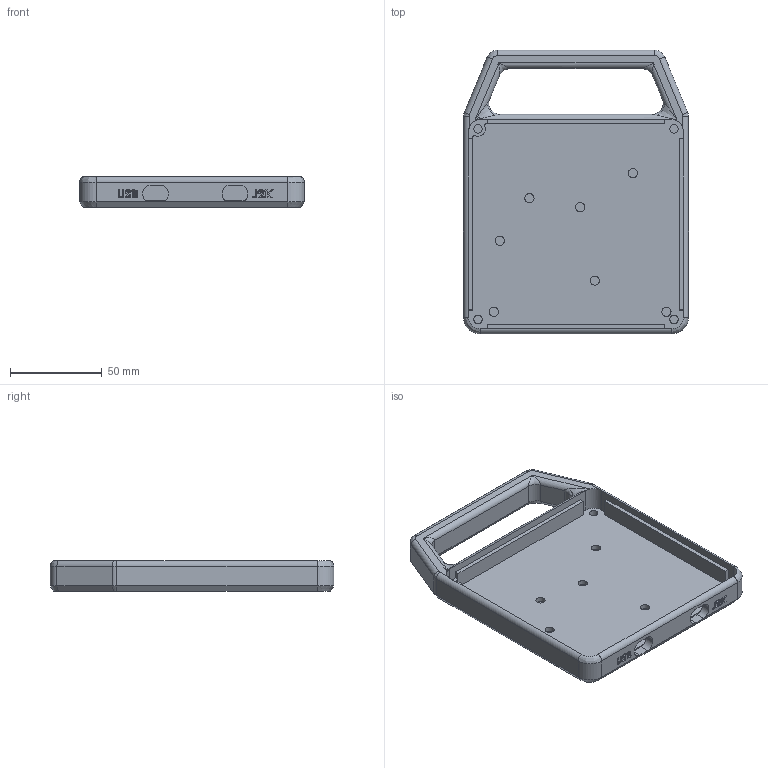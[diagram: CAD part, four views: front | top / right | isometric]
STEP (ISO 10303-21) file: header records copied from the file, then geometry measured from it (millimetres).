
FILE_DESCRIPTION (( 'STEP AP214' ), '1' );
FILE_NAME ('Bottom Enclosure_slim.STEP', '2022-11-29T09:40:32', ( '' ), ( '' ), 'SwSTEP 2.0', 'SolidWorks 2021', '' );
FILE_SCHEMA (( 'AUTOMOTIVE_DESIGN' ));
Length unit declared in the file: millimetre
Products named in the file (1): Bottom Enclosure_slim
Bounding box: 122.55 x 154.53 x 16.86 mm (x, y, z)
Volume: 101975.7 mm3; surface area: 49399.7 mm2
Topology: 1 solids, 1 shells, 217 faces, 555 edges, 350 vertices
Faces by surface type: plane 112, bspline 49, cylinder 46, cone 10
Full cylindrical faces by diameter (mm): 4.6 x4, 5 x7
Entity records: 11691 total; most frequent: CARTESIAN_POINT 6776, ORIENTED_EDGE 1080, DIRECTION 861, EDGE_CURVE 540, VERTEX_POINT 350, VECTOR 331, LINE 331, AXIS2_PLACEMENT_3D 265
